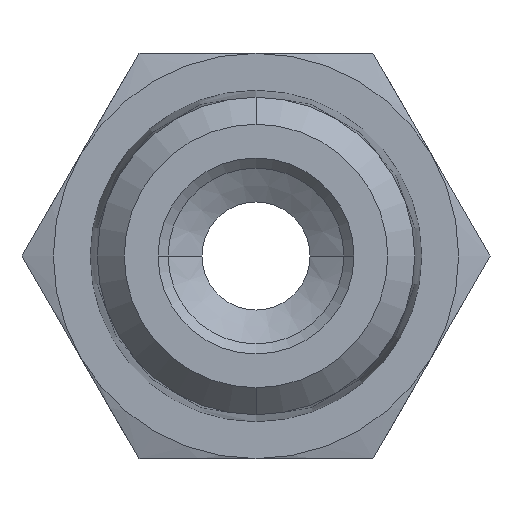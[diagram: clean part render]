
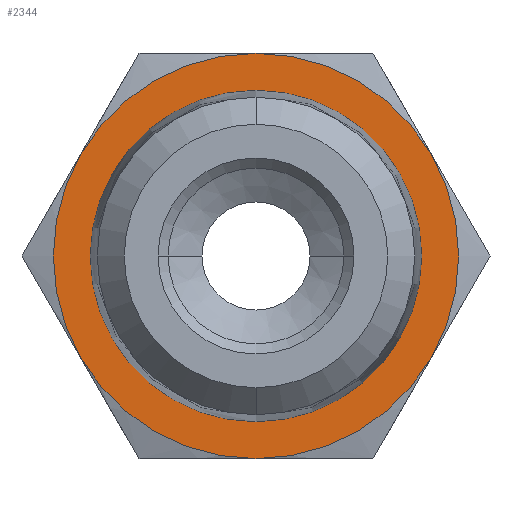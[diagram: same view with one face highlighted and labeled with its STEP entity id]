
A CAD part, front view. The second image highlights one B-rep face of the part: STEP entity #2344.
In plain terms, the highlighted planar face has unit normal (0, -1, 0).
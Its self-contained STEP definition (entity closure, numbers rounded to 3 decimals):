
#928=CARTESIAN_POINT('',(0.,0.,0.));
#929=DIRECTION('',(0.,-1.,0.));
#930=DIRECTION('',(0.,0.,-1.));
#931=AXIS2_PLACEMENT_3D('',#928,#929,#930);
#933=CARTESIAN_POINT('',(0.,0.,0.));
#934=DIRECTION('',(0.,1.,0.));
#935=DIRECTION('',(0.,0.,-1.));
#936=AXIS2_PLACEMENT_3D('',#933,#934,#935);
#938=CARTESIAN_POINT('',(0.,0.,0.));
#939=DIRECTION('',(0.,-1.,0.));
#940=DIRECTION('',(0.,0.,1.));
#941=AXIS2_PLACEMENT_3D('',#938,#939,#940);
#943=CARTESIAN_POINT('',(0.,0.,0.));
#944=DIRECTION('',(0.,-1.,0.));
#945=DIRECTION('',(0.866,0.,0.5));
#946=AXIS2_PLACEMENT_3D('',#943,#944,#945);
#948=CARTESIAN_POINT('',(0.,0.,0.));
#949=DIRECTION('',(0.,-1.,0.));
#950=DIRECTION('',(0.866,0.,-0.5));
#951=AXIS2_PLACEMENT_3D('',#948,#949,#950);
#953=CARTESIAN_POINT('',(0.,0.,0.));
#954=DIRECTION('',(0.,-1.,0.));
#955=DIRECTION('',(0.,0.,-1.));
#956=AXIS2_PLACEMENT_3D('',#953,#954,#955);
#958=CARTESIAN_POINT('',(0.,0.,0.));
#959=DIRECTION('',(0.,-1.,0.));
#960=DIRECTION('',(-0.866,0.,-0.5));
#961=AXIS2_PLACEMENT_3D('',#958,#959,#960);
#963=CARTESIAN_POINT('',(0.,0.,0.));
#964=DIRECTION('',(0.,-1.,0.));
#965=DIRECTION('',(-0.866,0.,0.5));
#966=AXIS2_PLACEMENT_3D('',#963,#964,#965);
#1000=CARTESIAN_POINT('',(0.,0.,-4.909));
#1001=VERTEX_POINT('',#1000);
#1002=CARTESIAN_POINT('',(0.,0.,4.909));
#1003=VERTEX_POINT('',#1002);
#1040=CARTESIAN_POINT('',(0.,0.,6.));
#1041=CARTESIAN_POINT('',(-5.196,0.,
3.));
#1042=VERTEX_POINT('',#1040);
#1043=VERTEX_POINT('',#1041);
#1044=CARTESIAN_POINT('',(-5.196,0.,-3.));
#1045=VERTEX_POINT('',#1044);
#1046=CARTESIAN_POINT('',(0.,0.,-6.));
#1047=VERTEX_POINT('',#1046);
#1048=CARTESIAN_POINT('',(5.196,0.,
-3.));
#1049=VERTEX_POINT('',#1048);
#1050=CARTESIAN_POINT('',(5.196,0.,
3.));
#1051=VERTEX_POINT('',#1050);
#2327=CARTESIAN_POINT('',(0.,0.,0.));
#2328=DIRECTION('',(0.,-1.,0.));
#2329=DIRECTION('',(1.,0.,0.));
#2330=AXIS2_PLACEMENT_3D('',#2327,#2328,#2329);
#2331=PLANE('',#2330);
#2332=ORIENTED_EDGE('',*,*,#1192,.F.);
#2333=ORIENTED_EDGE('',*,*,#1312,.F.);
#2334=ORIENTED_EDGE('',*,*,#1299,.F.);
#2335=ORIENTED_EDGE('',*,*,#1285,.F.);
#2336=ORIENTED_EDGE('',*,*,#1220,.F.);
#2337=ORIENTED_EDGE('',*,*,#1206,.F.);
#2338=EDGE_LOOP('',(#2332,#2333,#2334,#2335,#2336,#2337));
#2339=FACE_OUTER_BOUND('',#2338,.F.);
#2340=ORIENTED_EDGE('',*,*,#2322,.T.);
#2341=ORIENTED_EDGE('',*,*,#2306,.F.);
#2342=EDGE_LOOP('',(#2340,#2341));
#2343=FACE_BOUND('',#2342,.F.);
#2344=ADVANCED_FACE('',(#2339,#2343),#2331,.T.);
#932=CIRCLE('',#931,4.909);
#937=CIRCLE('',#936,4.909);
#942=CIRCLE('',#941,6.);
#947=CIRCLE('',#946,6.);
#952=CIRCLE('',#951,6.);
#957=CIRCLE('',#956,6.);
#962=CIRCLE('',#961,6.);
#967=CIRCLE('',#966,6.);
#1192=EDGE_CURVE('',#1042,#1043,#942,.T.);
#1206=EDGE_CURVE('',#1043,#1045,#967,.T.);
#1220=EDGE_CURVE('',#1045,#1047,#962,.T.);
#1285=EDGE_CURVE('',#1047,#1049,#957,.T.);
#1299=EDGE_CURVE('',#1049,#1051,#952,.T.);
#1312=EDGE_CURVE('',#1051,#1042,#947,.T.);
#2306=EDGE_CURVE('',#1001,#1003,#937,.T.);
#2322=EDGE_CURVE('',#1001,#1003,#932,.T.);
